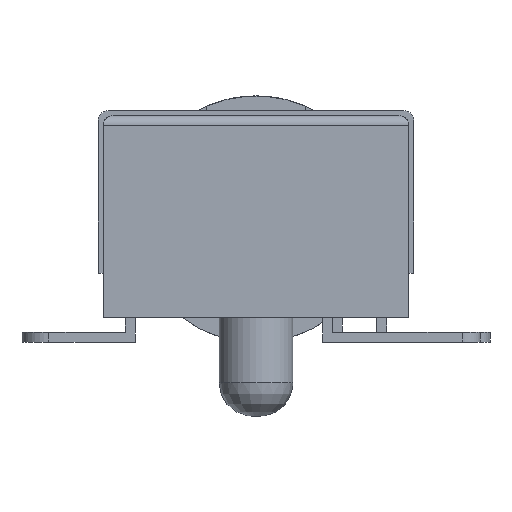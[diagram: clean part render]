
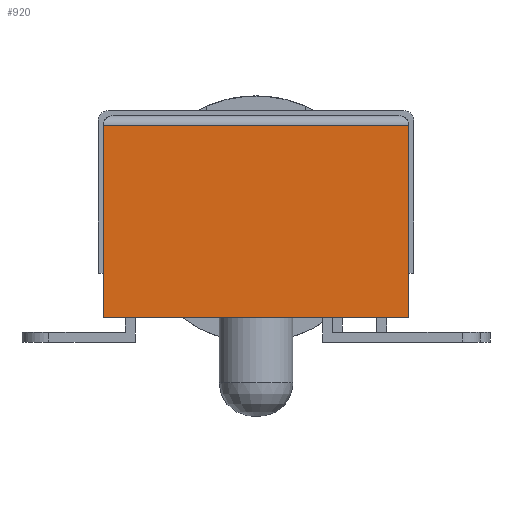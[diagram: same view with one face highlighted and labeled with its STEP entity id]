
A CAD part, front view. The second image highlights one B-rep face of the part: STEP entity #920.
In plain terms, the highlighted planar face has unit normal (0, -1, 0).
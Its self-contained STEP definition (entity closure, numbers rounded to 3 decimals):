
#324 = EDGE_CURVE('',#325,#327,#329,.T.);
#325 = VERTEX_POINT('',#326);
#326 = CARTESIAN_POINT('',(3.1,-4.85,0.5));
#327 = VERTEX_POINT('',#328);
#328 = CARTESIAN_POINT('',(3.1,-4.85,4.4));
#329 = LINE('',#330,#331);
#330 = CARTESIAN_POINT('',(3.1,-4.85,0.5));
#331 = VECTOR('',#332,1.);
#332 = DIRECTION('',(0.,0.,1.));
#423 = VERTEX_POINT('',#424);
#424 = CARTESIAN_POINT('',(-3.1,-4.85,4.4));
#481 = EDGE_CURVE('',#482,#423,#484,.T.);
#482 = VERTEX_POINT('',#483);
#483 = CARTESIAN_POINT('',(-3.1,-4.85,0.5));
#484 = LINE('',#485,#486);
#485 = CARTESIAN_POINT('',(-3.1,-4.85,0.5));
#486 = VECTOR('',#487,1.);
#487 = DIRECTION('',(0.,0.,1.));
#920 = ADVANCED_FACE('',(#921),#937,.F.);
#921 = FACE_BOUND('',#922,.F.);
#922 = EDGE_LOOP('',(#923,#924,#930,#931));
#923 = ORIENTED_EDGE('',*,*,#481,.T.);
#924 = ORIENTED_EDGE('',*,*,#925,.T.);
#925 = EDGE_CURVE('',#423,#327,#926,.T.);
#926 = LINE('',#927,#928);
#927 = CARTESIAN_POINT('',(-3.1,-4.85,4.4));
#928 = VECTOR('',#929,1.);
#929 = DIRECTION('',(1.,0.,0.));
#930 = ORIENTED_EDGE('',*,*,#324,.F.);
#931 = ORIENTED_EDGE('',*,*,#932,.F.);
#932 = EDGE_CURVE('',#482,#325,#933,.T.);
#933 = LINE('',#934,#935);
#934 = CARTESIAN_POINT('',(-3.1,-4.85,0.5));
#935 = VECTOR('',#936,1.);
#936 = DIRECTION('',(1.,0.,0.));
#937 = PLANE('',#938);
#938 = AXIS2_PLACEMENT_3D('',#939,#940,#941);
#939 = CARTESIAN_POINT('',(-3.1,-4.85,0.5));
#940 = DIRECTION('',(0.,1.,0.));
#941 = DIRECTION('',(1.,0.,0.));
